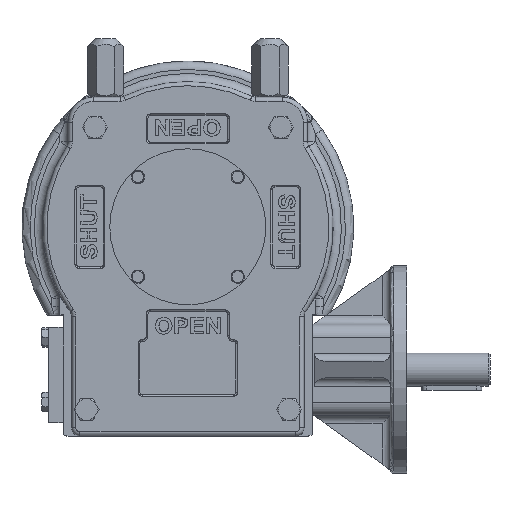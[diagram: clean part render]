
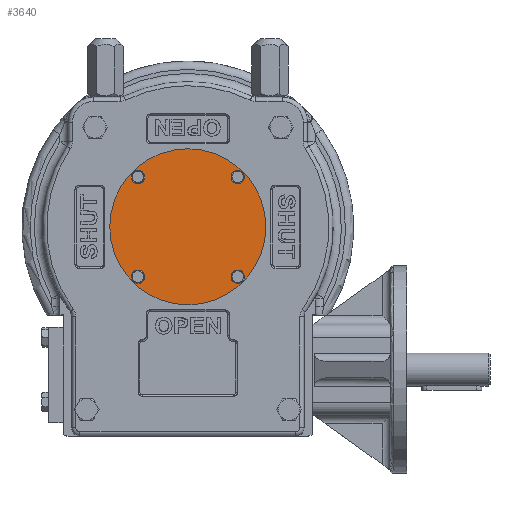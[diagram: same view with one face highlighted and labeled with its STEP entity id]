
A CAD part, top view. The second image highlights one B-rep face of the part: STEP entity #3640.
In plain terms, the highlighted planar face has unit normal (0, 0, 1).
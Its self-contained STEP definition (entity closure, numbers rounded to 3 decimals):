
#3640 = ADVANCED_FACE( '', ( #7730, #7731, #7732, #7733, #7734 ), #7735, .F. );
#7730 = FACE_BOUND( '', #17437, .T. );
#7731 = FACE_BOUND( '', #17438, .T. );
#7732 = FACE_BOUND( '', #17439, .T. );
#7733 = FACE_BOUND( '', #17440, .T. );
#7734 = FACE_OUTER_BOUND( '', #17441, .T. );
#7735 = PLANE( '', #17442 );
#17437 = EDGE_LOOP( '', ( #29857 ) );
#17438 = EDGE_LOOP( '', ( #29858 ) );
#17439 = EDGE_LOOP( '', ( #29859 ) );
#17440 = EDGE_LOOP( '', ( #29860 ) );
#17441 = EDGE_LOOP( '', ( #29861 ) );
#17442 = AXIS2_PLACEMENT_3D( '', #29862, #29863, #29864 );
#29857 = ORIENTED_EDGE( '', *, *, #33928, .T. );
#29858 = ORIENTED_EDGE( '', *, *, #35310, .T. );
#29859 = ORIENTED_EDGE( '', *, *, #33462, .T. );
#29860 = ORIENTED_EDGE( '', *, *, #31892, .T. );
#29861 = ORIENTED_EDGE( '', *, *, #35311, .F. );
#29862 = CARTESIAN_POINT( '', ( 0., 0., 85.49 ) );
#29863 = DIRECTION( '', ( 0., 0., -1. ) );
#29864 = DIRECTION( '', ( -1., 0., 0. ) );
#31892 = EDGE_CURVE( '', #36579, #36579, #36580, .T. );
#33462 = EDGE_CURVE( '', #39105, #39105, #39106, .T. );
#33928 = EDGE_CURVE( '', #39769, #39769, #39770, .T. );
#35310 = EDGE_CURVE( '', #41414, #41414, #41415, .T. );
#35311 = EDGE_CURVE( '', #41416, #41416, #41417, .T. );
#36579 = VERTEX_POINT( '', #44052 );
#36580 = CIRCLE( '', #44053, 4. );
#39105 = VERTEX_POINT( '', #50100 );
#39106 = CIRCLE( '', #50101, 4. );
#39769 = VERTEX_POINT( '', #51677 );
#39770 = CIRCLE( '', #51678, 4. );
#41414 = VERTEX_POINT( '', #55963 );
#41415 = CIRCLE( '', #55964, 4. );
#41416 = VERTEX_POINT( '', #55965 );
#41417 = CIRCLE( '', #55966, 47. );
#44052 = CARTESIAN_POINT( '', ( -30.052, -34.052, 85.49 ) );
#44053 = AXIS2_PLACEMENT_3D( '', #57317, #57318, #57319 );
#50100 = CARTESIAN_POINT( '', ( 30.052, 34.052, 85.49 ) );
#50101 = AXIS2_PLACEMENT_3D( '', #58929, #58930, #58931 );
#51677 = CARTESIAN_POINT( '', ( -34.052, 30.052, 85.49 ) );
#51678 = AXIS2_PLACEMENT_3D( '', #59442, #59443, #59444 );
#55963 = CARTESIAN_POINT( '', ( 34.052, -30.052, 85.49 ) );
#55964 = AXIS2_PLACEMENT_3D( '', #60619, #60620, #60621 );
#55965 = CARTESIAN_POINT( '', ( 47., 0., 85.49 ) );
#55966 = AXIS2_PLACEMENT_3D( '', #60622, #60623, #60624 );
#57317 = CARTESIAN_POINT( '', ( -30.052, -30.052, 85.49 ) );
#57318 = DIRECTION( '', ( 0., 0., -1. ) );
#57319 = DIRECTION( '', ( 0., -1., 0. ) );
#58929 = CARTESIAN_POINT( '', ( 30.052, 30.052, 85.49 ) );
#58930 = DIRECTION( '', ( 0., 0., -1. ) );
#58931 = DIRECTION( '', ( 0., 1., 0. ) );
#59442 = CARTESIAN_POINT( '', ( -30.052, 30.052, 85.49 ) );
#59443 = DIRECTION( '', ( 0., 0., -1. ) );
#59444 = DIRECTION( '', ( -1., 0., 0. ) );
#60619 = CARTESIAN_POINT( '', ( 30.052, -30.052, 85.49 ) );
#60620 = DIRECTION( '', ( 0., 0., -1. ) );
#60621 = DIRECTION( '', ( 1., 0., 0. ) );
#60622 = CARTESIAN_POINT( '', ( 0., 0., 85.49 ) );
#60623 = DIRECTION( '', ( 0., 0., -1. ) );
#60624 = DIRECTION( '', ( 1., 0., 0. ) );
